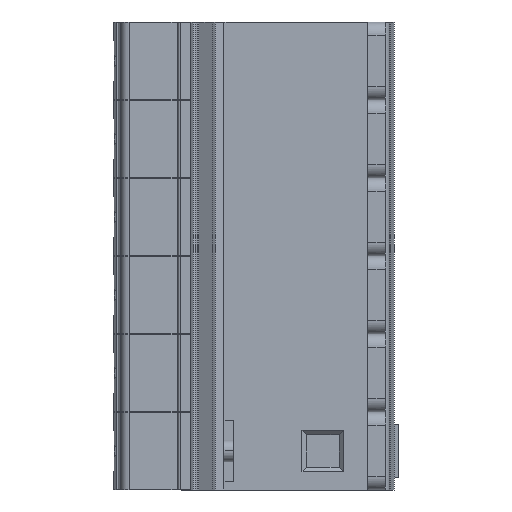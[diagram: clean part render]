
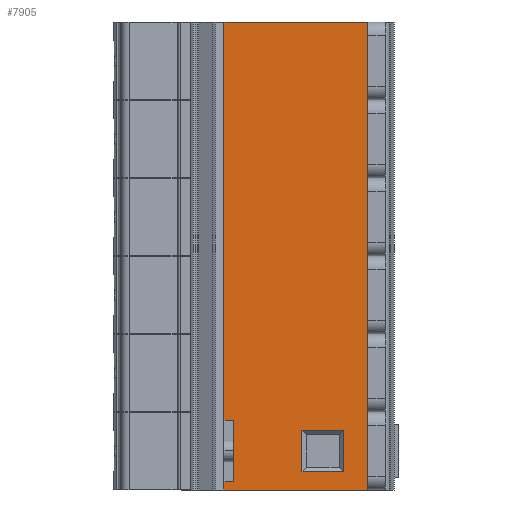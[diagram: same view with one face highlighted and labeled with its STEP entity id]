
A CAD part, front view. The second image highlights one B-rep face of the part: STEP entity #7905.
In plain terms, the highlighted planar face has unit normal (0, -1, 0).
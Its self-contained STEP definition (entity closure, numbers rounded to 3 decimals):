
#248=DIRECTION('',(1.,0.,0.));
#249=VECTOR('',#248,32.8);
#250=CARTESIAN_POINT('',(-32.8,-43.65,-8.9));
#251=LINE('',#250,#249);
#271=DIRECTION('',(0.,0.,1.));
#272=VECTOR('',#271,17.491);
#273=CARTESIAN_POINT('',(0.,-43.65,-8.746));
#274=LINE('',#273,#272);
#289=DIRECTION('',(0.,0.,1.));
#290=VECTOR('',#289,0.309);
#291=CARTESIAN_POINT('',(0.,-43.65,8.746));
#292=LINE('',#291,#290);
#293=DIRECTION('',(0.,0.,1.));
#294=VECTOR('',#293,9.5);
#295=CARTESIAN_POINT('',(-15.,-43.65,-4.75));
#296=LINE('',#295,#294);
#297=DIRECTION('',(-1.,0.,0.));
#298=VECTOR('',#297,9.5);
#299=CARTESIAN_POINT('',(-5.5,-43.65,-4.75));
#300=LINE('',#299,#298);
#301=DIRECTION('',(0.,0.,-1.));
#302=VECTOR('',#301,9.5);
#303=CARTESIAN_POINT('',(-5.5,-43.65,4.75));
#304=LINE('',#303,#302);
#305=DIRECTION('',(1.,0.,0.));
#306=VECTOR('',#305,9.5);
#307=CARTESIAN_POINT('',(-15.,-43.65,4.75));
#308=LINE('',#307,#306);
#309=DIRECTION('',(0.,0.,1.));
#310=VECTOR('',#309,90.9);
#311=CARTESIAN_POINT('',(-32.8,-43.65,7.));
#312=LINE('',#311,#310);
#313=DIRECTION('',(0.,0.,1.));
#314=VECTOR('',#313,0.154);
#315=CARTESIAN_POINT('',(0.,-43.65,97.746));
#316=LINE('',#315,#314);
#317=DIRECTION('',(0.,0.,1.));
#318=VECTOR('',#317,0.154);
#319=CARTESIAN_POINT('',(0.,-43.65,-8.9));
#320=LINE('',#319,#318);
#321=DIRECTION('',(0.,0.,1.));
#322=VECTOR('',#321,1.9);
#323=CARTESIAN_POINT('',(-32.8,-43.65,-8.9));
#324=LINE('',#323,#322);
#325=DIRECTION('',(1.,0.,0.));
#326=VECTOR('',#325,2.2);
#327=CARTESIAN_POINT('',(-32.8,-43.65,-7.));
#328=LINE('',#327,#326);
#329=DIRECTION('',(0.,0.,-1.));
#330=VECTOR('',#329,14.);
#331=CARTESIAN_POINT('',(-30.6,-43.65,7.));
#332=LINE('',#331,#330);
#333=DIRECTION('',(1.,0.,0.));
#334=VECTOR('',#333,2.2);
#335=CARTESIAN_POINT('',(-32.8,-43.65,7.));
#336=LINE('',#335,#334);
#4213=DIRECTION('',(1.,0.,0.));
#4214=VECTOR('',#4213,32.8);
#4215=CARTESIAN_POINT('',(-32.8,-43.65,97.9));
#4216=LINE('',#4215,#4214);
#4563=DIRECTION('',(0.,0.,1.));
#4564=VECTOR('',#4563,0.309);
#4565=CARTESIAN_POINT('',(0.,-43.65,79.946));
#4566=LINE('',#4565,#4564);
#4577=DIRECTION('',(0.,0.,1.));
#4578=VECTOR('',#4577,17.491);
#4579=CARTESIAN_POINT('',(0.,-43.65,80.254));
#4580=LINE('',#4579,#4578);
#4693=DIRECTION('',(0.,0.,1.));
#4694=VECTOR('',#4693,17.491);
#4695=CARTESIAN_POINT('',(0.,-43.65,9.054));
#4696=LINE('',#4695,#4694);
#4697=DIRECTION('',(0.,0.,1.));
#4698=VECTOR('',#4697,0.309);
#4699=CARTESIAN_POINT('',(0.,-43.65,26.546));
#4700=LINE('',#4699,#4698);
#4711=DIRECTION('',(0.,0.,1.));
#4712=VECTOR('',#4711,17.491);
#4713=CARTESIAN_POINT('',(0.,-43.65,26.854));
#4714=LINE('',#4713,#4712);
#4715=DIRECTION('',(0.,0.,1.));
#4716=VECTOR('',#4715,0.309);
#4717=CARTESIAN_POINT('',(0.,-43.65,44.346));
#4718=LINE('',#4717,#4716);
#4729=DIRECTION('',(0.,0.,1.));
#4730=VECTOR('',#4729,17.491);
#4731=CARTESIAN_POINT('',(0.,-43.65,44.654));
#4732=LINE('',#4731,#4730);
#4733=DIRECTION('',(0.,0.,1.));
#4734=VECTOR('',#4733,0.309);
#4735=CARTESIAN_POINT('',(0.,-43.65,62.146));
#4736=LINE('',#4735,#4734);
#4747=DIRECTION('',(0.,0.,1.));
#4748=VECTOR('',#4747,17.491);
#4749=CARTESIAN_POINT('',(0.,-43.65,62.454));
#4750=LINE('',#4749,#4748);
#5925=CARTESIAN_POINT('',(0.,-43.65,26.546));
#5926=VERTEX_POINT('',#5925);
#5927=CARTESIAN_POINT('',(0.,-43.65,9.054));
#5929=VERTEX_POINT('',#5927);
#6017=CARTESIAN_POINT('',(0.,-43.65,44.346));
#6018=VERTEX_POINT('',#6017);
#6019=CARTESIAN_POINT('',(0.,-43.65,26.854));
#6021=VERTEX_POINT('',#6019);
#6113=CARTESIAN_POINT('',(0.,-43.65,62.146));
#6114=VERTEX_POINT('',#6113);
#6115=CARTESIAN_POINT('',(0.,-43.65,44.654));
#6117=VERTEX_POINT('',#6115);
#6213=CARTESIAN_POINT('',(-32.8,-43.65,-8.9));
#6214=VERTEX_POINT('',#6213);
#6389=CARTESIAN_POINT('',(-15.,-43.65,-4.75));
#6390=CARTESIAN_POINT('',(-15.,-43.65,4.75));
#6391=VERTEX_POINT('',#6389);
#6392=VERTEX_POINT('',#6390);
#6399=CARTESIAN_POINT('',(-5.5,-43.65,4.75));
#6400=VERTEX_POINT('',#6399);
#6403=CARTESIAN_POINT('',(-5.5,-43.65,-4.75));
#6404=VERTEX_POINT('',#6403);
#6409=CARTESIAN_POINT('',(0.,-43.65,8.746));
#6410=VERTEX_POINT('',#6409);
#6411=CARTESIAN_POINT('',(0.,-43.65,-8.746));
#6413=VERTEX_POINT('',#6411);
#6421=CARTESIAN_POINT('',(0.,-43.65,-8.9));
#6422=VERTEX_POINT('',#6421);
#6431=CARTESIAN_POINT('',(-32.8,-43.65,-7.));
#6432=VERTEX_POINT('',#6431);
#6433=CARTESIAN_POINT('',(-32.8,-43.65,7.));
#6434=VERTEX_POINT('',#6433);
#6435=CARTESIAN_POINT('',(-30.6,-43.65,7.));
#6436=VERTEX_POINT('',#6435);
#6437=CARTESIAN_POINT('',(-30.6,-43.65,-7.));
#6438=VERTEX_POINT('',#6437);
#7131=CARTESIAN_POINT('',(0.,-43.65,79.946));
#7132=VERTEX_POINT('',#7131);
#7133=CARTESIAN_POINT('',(0.,-43.65,62.454));
#7135=VERTEX_POINT('',#7133);
#7231=CARTESIAN_POINT('',(-32.8,-43.65,97.9));
#7232=VERTEX_POINT('',#7231);
#7349=CARTESIAN_POINT('',(0.,-43.65,97.746));
#7350=VERTEX_POINT('',#7349);
#7353=CARTESIAN_POINT('',(0.,-43.65,97.9));
#7354=VERTEX_POINT('',#7353);
#7355=CARTESIAN_POINT('',(0.,-43.65,80.254));
#7357=VERTEX_POINT('',#7355);
#7851=CARTESIAN_POINT('',(-32.8,-43.65,8.9));
#7852=DIRECTION('',(0.,-1.,0.));
#7853=DIRECTION('',(1.,0.,0.));
#7854=AXIS2_PLACEMENT_3D('',#7851,#7852,#7853);
#7855=PLANE('',#7854);
#7857=ORIENTED_EDGE('',*,*,#7856,.T.);
#7859=ORIENTED_EDGE('',*,*,#7858,.T.);
#7861=ORIENTED_EDGE('',*,*,#7860,.F.);
#7863=ORIENTED_EDGE('',*,*,#7862,.F.);
#7865=ORIENTED_EDGE('',*,*,#7864,.F.);
#7867=ORIENTED_EDGE('',*,*,#7866,.F.);
#7869=ORIENTED_EDGE('',*,*,#7868,.F.);
#7871=ORIENTED_EDGE('',*,*,#7870,.F.);
#7873=ORIENTED_EDGE('',*,*,#7872,.F.);
#7875=ORIENTED_EDGE('',*,*,#7874,.F.);
#7877=ORIENTED_EDGE('',*,*,#7876,.F.);
#7879=ORIENTED_EDGE('',*,*,#7878,.F.);
#7880=ORIENTED_EDGE('',*,*,#7846,.F.);
#7881=ORIENTED_EDGE('',*,*,#7800,.F.);
#7883=ORIENTED_EDGE('',*,*,#7882,.F.);
#7884=ORIENTED_EDGE('',*,*,#7766,.F.);
#7886=ORIENTED_EDGE('',*,*,#7885,.T.);
#7888=ORIENTED_EDGE('',*,*,#7887,.T.);
#7890=ORIENTED_EDGE('',*,*,#7889,.F.);
#7892=ORIENTED_EDGE('',*,*,#7891,.F.);
#7893=EDGE_LOOP('',(#7857,#7859,#7861,#7863,#7865,#7867,#7869,#7871,#7873,#7875,
#7877,#7879,#7880,#7881,#7883,#7884,#7886,#7888,#7890,#7892));
#7894=FACE_OUTER_BOUND('',#7893,.F.);
#7896=ORIENTED_EDGE('',*,*,#7895,.F.);
#7898=ORIENTED_EDGE('',*,*,#7897,.F.);
#7900=ORIENTED_EDGE('',*,*,#7899,.F.);
#7902=ORIENTED_EDGE('',*,*,#7901,.F.);
#7903=EDGE_LOOP('',(#7896,#7898,#7900,#7902));
#7904=FACE_BOUND('',#7903,.F.);
#7905=ADVANCED_FACE('',(#7894,#7904),#7855,.T.);
#7766=EDGE_CURVE('',#6214,#6422,#251,.T.);
#7800=EDGE_CURVE('',#6413,#6410,#274,.T.);
#7846=EDGE_CURVE('',#6410,#5929,#292,.T.);
#7856=EDGE_CURVE('',#6434,#7232,#312,.T.);
#7858=EDGE_CURVE('',#7232,#7354,#4216,.T.);
#7860=EDGE_CURVE('',#7350,#7354,#316,.T.);
#7862=EDGE_CURVE('',#7357,#7350,#4580,.T.);
#7864=EDGE_CURVE('',#7132,#7357,#4566,.T.);
#7866=EDGE_CURVE('',#7135,#7132,#4750,.T.);
#7868=EDGE_CURVE('',#6114,#7135,#4736,.T.);
#7870=EDGE_CURVE('',#6117,#6114,#4732,.T.);
#7872=EDGE_CURVE('',#6018,#6117,#4718,.T.);
#7874=EDGE_CURVE('',#6021,#6018,#4714,.T.);
#7876=EDGE_CURVE('',#5926,#6021,#4700,.T.);
#7878=EDGE_CURVE('',#5929,#5926,#4696,.T.);
#7882=EDGE_CURVE('',#6422,#6413,#320,.T.);
#7885=EDGE_CURVE('',#6214,#6432,#324,.T.);
#7887=EDGE_CURVE('',#6432,#6438,#328,.T.);
#7889=EDGE_CURVE('',#6436,#6438,#332,.T.);
#7891=EDGE_CURVE('',#6434,#6436,#336,.T.);
#7895=EDGE_CURVE('',#6391,#6392,#296,.T.);
#7897=EDGE_CURVE('',#6404,#6391,#300,.T.);
#7899=EDGE_CURVE('',#6400,#6404,#304,.T.);
#7901=EDGE_CURVE('',#6392,#6400,#308,.T.);
